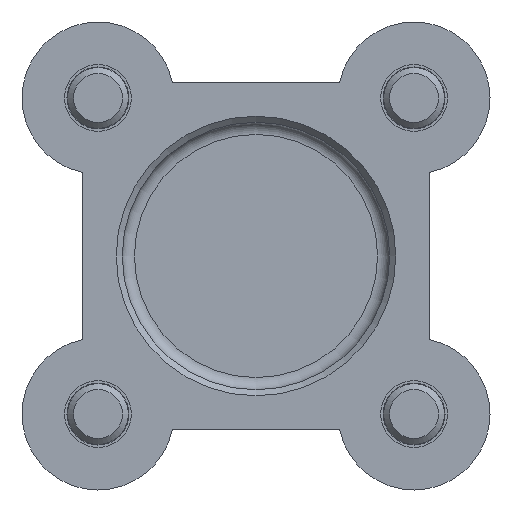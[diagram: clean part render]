
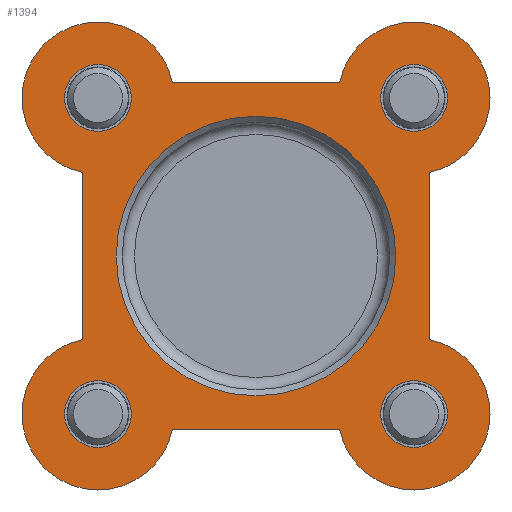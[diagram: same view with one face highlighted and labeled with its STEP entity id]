
A CAD part, front view. The second image highlights one B-rep face of the part: STEP entity #1394.
In plain terms, the highlighted planar face has unit normal (0, -1, 0).
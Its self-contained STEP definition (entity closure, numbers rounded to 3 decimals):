
#59=CIRCLE('',#1469,6.25);
#61=CIRCLE('',#1472,6.25);
#63=CIRCLE('',#1476,6.25);
#65=CIRCLE('',#1481,6.25);
#78=CIRCLE('',#1498,11.5);
#79=CIRCLE('',#1499,2.75);
#80=CIRCLE('',#1500,2.75);
#81=CIRCLE('',#1501,2.75);
#82=CIRCLE('',#1502,2.75);
#249=ORIENTED_EDGE('',*,*,#515,.F.);
#250=ORIENTED_EDGE('',*,*,#516,.F.);
#251=ORIENTED_EDGE('',*,*,#517,.F.);
#252=ORIENTED_EDGE('',*,*,#518,.F.);
#253=ORIENTED_EDGE('',*,*,#519,.F.);
#254=ORIENTED_EDGE('',*,*,#470,.F.);
#255=ORIENTED_EDGE('',*,*,#486,.F.);
#256=ORIENTED_EDGE('',*,*,#482,.F.);
#257=ORIENTED_EDGE('',*,*,#477,.F.);
#258=ORIENTED_EDGE('',*,*,#456,.F.);
#259=ORIENTED_EDGE('',*,*,#494,.F.);
#260=ORIENTED_EDGE('',*,*,#446,.F.);
#261=ORIENTED_EDGE('',*,*,#474,.F.);
#446=EDGE_CURVE('',#588,#589,#687,.T.);
#456=EDGE_CURVE('',#598,#599,#697,.T.);
#470=EDGE_CURVE('',#610,#611,#707,.T.);
#474=EDGE_CURVE('',#611,#588,#59,.T.);
#477=EDGE_CURVE('',#599,#614,#61,.T.);
#482=EDGE_CURVE('',#614,#619,#715,.T.);
#486=EDGE_CURVE('',#619,#610,#63,.T.);
#494=EDGE_CURVE('',#589,#598,#65,.T.);
#515=EDGE_CURVE('',#639,#639,#78,.T.);
#516=EDGE_CURVE('',#640,#640,#79,.T.);
#517=EDGE_CURVE('',#641,#641,#80,.T.);
#518=EDGE_CURVE('',#642,#642,#81,.T.);
#519=EDGE_CURVE('',#643,#643,#82,.T.);
#588=VERTEX_POINT('',#1955);
#589=VERTEX_POINT('',#1957);
#598=VERTEX_POINT('',#1976);
#599=VERTEX_POINT('',#1978);
#610=VERTEX_POINT('',#2019);
#611=VERTEX_POINT('',#2021);
#614=VERTEX_POINT('',#2031);
#619=VERTEX_POINT('',#2044);
#639=VERTEX_POINT('',#2117);
#640=VERTEX_POINT('',#2119);
#641=VERTEX_POINT('',#2121);
#642=VERTEX_POINT('',#2123);
#643=VERTEX_POINT('',#2125);
#687=LINE('',#1956,#753);
#697=LINE('',#1977,#763);
#707=LINE('',#2020,#773);
#715=LINE('',#2043,#781);
#753=VECTOR('',#1608,1000.);
#763=VECTOR('',#1620,1000.);
#773=VECTOR('',#1636,1000.);
#781=VECTOR('',#1658,1000.);
#834=EDGE_LOOP('',(#249));
#835=EDGE_LOOP('',(#250));
#836=EDGE_LOOP('',(#251));
#837=EDGE_LOOP('',(#252));
#838=EDGE_LOOP('',(#253));
#839=EDGE_LOOP('',(#254,#255,#256,#257,#258,#259,#260,#261));
#940=FACE_BOUND('',#834,.T.);
#941=FACE_BOUND('',#835,.T.);
#942=FACE_BOUND('',#836,.T.);
#943=FACE_BOUND('',#837,.T.);
#944=FACE_BOUND('',#838,.T.);
#945=FACE_BOUND('',#839,.T.);
#1036=PLANE('',#1497);
#1394=ADVANCED_FACE('',(#940,#941,#942,#943,#944,#945),#1036,.F.);
#1469=AXIS2_PLACEMENT_3D('',#2027,#1643,#1644);
#1472=AXIS2_PLACEMENT_3D('',#2033,#1650,#1651);
#1476=AXIS2_PLACEMENT_3D('',#2050,#1665,#1666);
#1481=AXIS2_PLACEMENT_3D('',#2077,#1677,#1678);
#1497=AXIS2_PLACEMENT_3D('',#2115,#1717,#1718);
#1498=AXIS2_PLACEMENT_3D('',#2116,#1719,#1720);
#1499=AXIS2_PLACEMENT_3D('',#2118,#1721,#1722);
#1500=AXIS2_PLACEMENT_3D('',#2120,#1723,#1724);
#1501=AXIS2_PLACEMENT_3D('',#2122,#1725,#1726);
#1502=AXIS2_PLACEMENT_3D('',#2124,#1727,#1728);
#1608=DIRECTION('',(1.,0.,0.));
#1620=DIRECTION('',(0.,0.,-1.));
#1636=DIRECTION('',(0.,0.,1.));
#1643=DIRECTION('',(0.,1.,0.));
#1644=DIRECTION('',(1.,0.,0.));
#1650=DIRECTION('',(0.,1.,0.));
#1651=DIRECTION('',(1.,0.,0.));
#1658=DIRECTION('',(-1.,0.,0.));
#1665=DIRECTION('',(0.,1.,0.));
#1666=DIRECTION('',(1.,0.,0.));
#1677=DIRECTION('',(0.,1.,0.));
#1678=DIRECTION('',(1.,0.,0.));
#1717=DIRECTION('',(0.,1.,0.));
#1718=DIRECTION('',(0.,0.,1.));
#1719=DIRECTION('',(0.,-1.,0.));
#1720=DIRECTION('',(0.,0.,-1.));
#1721=DIRECTION('',(0.,-1.,0.));
#1722=DIRECTION('',(0.,0.,-1.));
#1723=DIRECTION('',(0.,-1.,0.));
#1724=DIRECTION('',(0.,0.,-1.));
#1725=DIRECTION('',(0.,-1.,0.));
#1726=DIRECTION('',(0.,0.,-1.));
#1727=DIRECTION('',(0.,-1.,0.));
#1728=DIRECTION('',(0.,0.,-1.));
#1955=CARTESIAN_POINT('',(-6.876,0.,14.25));
#1956=CARTESIAN_POINT('',(-6.876,0.,14.25));
#1957=CARTESIAN_POINT('',(6.876,0.,14.25));
#1976=CARTESIAN_POINT('',(14.25,0.,6.876));
#1977=CARTESIAN_POINT('',(14.25,0.,6.876));
#1978=CARTESIAN_POINT('',(14.25,0.,-6.876));
#2019=CARTESIAN_POINT('',(-14.25,0.,-6.876));
#2020=CARTESIAN_POINT('',(-14.25,0.,-6.876));
#2021=CARTESIAN_POINT('',(-14.25,0.,6.876));
#2027=CARTESIAN_POINT('',(-13.,0.,13.));
#2031=CARTESIAN_POINT('',(6.876,0.,-14.25));
#2033=CARTESIAN_POINT('',(13.,0.,-13.));
#2043=CARTESIAN_POINT('',(6.876,0.,-14.25));
#2044=CARTESIAN_POINT('',(-6.876,0.,-14.25));
#2050=CARTESIAN_POINT('',(-13.,0.,-13.));
#2077=CARTESIAN_POINT('',(13.,0.,13.));
#2115=CARTESIAN_POINT('',(-13.,0.,13.));
#2116=CARTESIAN_POINT('',(0.,0.,0.));
#2117=CARTESIAN_POINT('',(0.,0.,-11.5));
#2118=CARTESIAN_POINT('',(-13.,0.,13.));
#2119=CARTESIAN_POINT('',(-13.,0.,10.25));
#2120=CARTESIAN_POINT('',(-13.,0.,-13.));
#2121=CARTESIAN_POINT('',(-13.,0.,-15.75));
#2122=CARTESIAN_POINT('',(13.,0.,-13.));
#2123=CARTESIAN_POINT('',(13.,0.,-15.75));
#2124=CARTESIAN_POINT('',(13.,0.,13.));
#2125=CARTESIAN_POINT('',(13.,0.,10.25));
